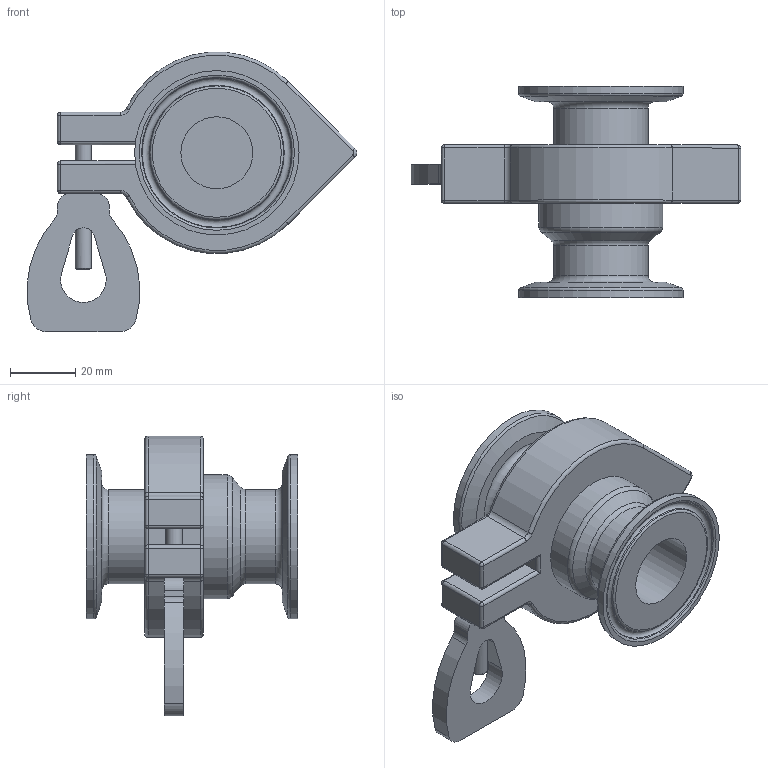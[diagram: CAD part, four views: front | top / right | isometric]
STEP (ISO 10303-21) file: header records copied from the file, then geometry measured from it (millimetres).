
FILE_DESCRIPTION((''),'2;1');
FILE_NAME('LV6SF-025-clamp-02.stp','2012-04-20T17:03:10',('asaokak'),(''),'Autodesk Inventor 2012','Autodesk Inventor 2012','');
FILE_SCHEMA(('AUTOMOTIVE_DESIGN { 1 0 10303 214 1 1 1 1 }'));
Length unit declared in the file: millimetre
Products named in the file (1): LV6SF-025-clamp-02
Bounding box: 101.25 x 65 x 85.9 mm (x, y, z)
Volume: 101886.9 mm3; surface area: 27998.5 mm2
Topology: 1 solids, 1 shells, 111 faces, 243 edges, 142 vertices
Faces by surface type: cylinder 46, plane 27, torus 20, cone 8, sphere 8, bspline 2
Full cylindrical faces by diameter (mm): 5 x2, 22.1 x2, 29 x2, 38 x1, 50.5 x2
Entity records: 2946 total; most frequent: CARTESIAN_POINT 573, DIRECTION 546, ORIENTED_EDGE 410, AXIS2_PLACEMENT_3D 232, EDGE_CURVE 205, EDGE_LOOP 154, VERTEX_POINT 135, CIRCLE 118
